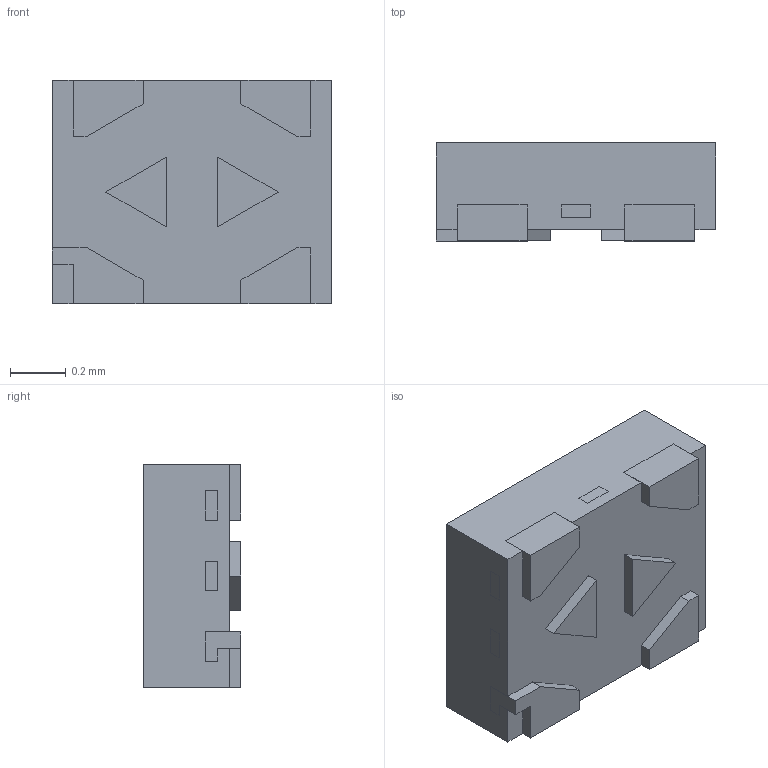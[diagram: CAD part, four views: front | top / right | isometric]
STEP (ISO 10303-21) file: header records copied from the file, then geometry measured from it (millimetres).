
FILE_DESCRIPTION (( 'STEP AP214' ), '1' );
FILE_NAME ('SOT1255.STEP', '2020-09-20T06:18:14', ( '' ), ( '' ), 'SwSTEP 2.0', 'SolidWorks 2017', '' );
FILE_SCHEMA (( 'AUTOMOTIVE_DESIGN' ));
Length unit declared in the file: millimetre
Products named in the file (1): SOT1255
Bounding box: 1 x 0.35 x 0.8 mm (x, y, z)
Volume: 0.3 mm3; surface area: 5.3 mm2
Topology: 2 solids, 2 shells, 135 faces, 438 edges, 292 vertices
Faces by surface type: plane 135
Entity records: 4803 total; most frequent: ORIENTED_EDGE 876, CARTESIAN_POINT 866, DIRECTION 710, VECTOR 438, LINE 438, EDGE_CURVE 438, VERTEX_POINT 292, EDGE_LOOP 144
